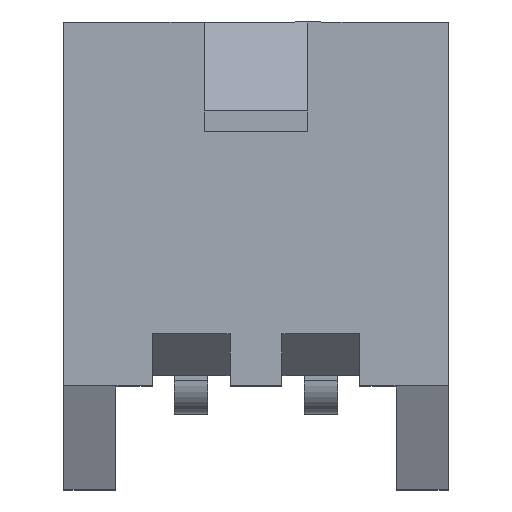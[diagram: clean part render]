
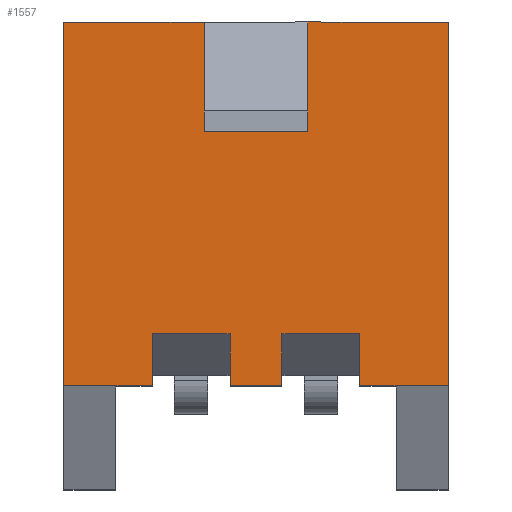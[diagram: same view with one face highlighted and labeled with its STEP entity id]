
A CAD part, top view. The second image highlights one B-rep face of the part: STEP entity #1557.
In plain terms, the highlighted planar face has unit normal (0, 0, 1).
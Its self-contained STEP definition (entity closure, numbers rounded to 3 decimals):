
#16 = EDGE_CURVE ( 'NONE', #2503, #2819, #996, .T. ) ;
#38 = CARTESIAN_POINT ( 'NONE',  ( -7.45, 0., 2.9 ) ) ;
#67 = EDGE_CURVE ( 'NONE', #1739, #1560, #2491, .T. ) ;
#84 = CARTESIAN_POINT ( 'NONE',  ( -1.75, 1., 2.9 ) ) ;
#143 = EDGE_CURVE ( 'NONE', #543, #2789, #1040, .T. ) ;
#147 = VERTEX_POINT ( 'NONE', #2271 ) ;
#257 = VERTEX_POINT ( 'NONE', #2648 ) ;
#259 = VECTOR ( 'NONE', #571, 1000. ) ;
#301 = VECTOR ( 'NONE', #1689, 1000. ) ;
#309 = CARTESIAN_POINT ( 'NONE',  ( -7.45, 7., 2.9 ) ) ;
#319 = EDGE_CURVE ( 'NONE', #2819, #1163, #1706, .T. ) ;
#325 = LINE ( 'NONE', #358, #2419 ) ;
#358 = CARTESIAN_POINT ( 'NONE',  ( -5.75, 0., 2.9 ) ) ;
#421 = DIRECTION ( 'NONE',  ( 0., 1., 0. ) ) ;
#426 = VECTOR ( 'NONE', #2926, 1000. ) ;
#456 = VECTOR ( 'NONE', #1969, 1000. ) ;
#471 = LINE ( 'NONE', #3068, #2952 ) ;
#515 = EDGE_LOOP ( 'NONE', ( #1758, #2775, #2827, #968, #1086, #2392, #2607, #866, #2387, #809, #540, #880, #2486, #659, #2785, #2696 ) ) ;
#540 = ORIENTED_EDGE ( 'NONE', *, *, #1245, .F. ) ;
#543 = VERTEX_POINT ( 'NONE', #84 ) ;
#544 = EDGE_CURVE ( 'NONE', #2503, #147, #2928, .T. ) ;
#553 = AXIS2_PLACEMENT_3D ( 'NONE', #2528, #574, #770 ) ;
#571 = DIRECTION ( 'NONE',  ( 1., 0., 0. ) ) ;
#574 = DIRECTION ( 'NONE',  ( 0., 0., 1. ) ) ;
#595 = CARTESIAN_POINT ( 'NONE',  ( -1.75, 0., 2.9 ) ) ;
#641 = CARTESIAN_POINT ( 'NONE',  ( -7.45, 1., 2.9 ) ) ;
#643 = VECTOR ( 'NONE', #421, 1000. ) ;
#659 = ORIENTED_EDGE ( 'NONE', *, *, #2078, .T. ) ;
#706 = CARTESIAN_POINT ( 'NONE',  ( -3.25, 0., 2.9 ) ) ;
#741 = CARTESIAN_POINT ( 'NONE',  ( -0.05, 0., 2.9 ) ) ;
#750 = EDGE_CURVE ( 'NONE', #2081, #2436, #889, .T. ) ;
#770 = DIRECTION ( 'NONE',  ( 1., 0., 0. ) ) ;
#809 = ORIENTED_EDGE ( 'NONE', *, *, #750, .T. ) ;
#866 = ORIENTED_EDGE ( 'NONE', *, *, #1360, .T. ) ;
#880 = ORIENTED_EDGE ( 'NONE', *, *, #1713, .T. ) ;
#889 = LINE ( 'NONE', #1660, #2215 ) ;
#940 = CARTESIAN_POINT ( 'NONE',  ( -4.75, 7., 2.9 ) ) ;
#968 = ORIENTED_EDGE ( 'NONE', *, *, #2302, .F. ) ;
#980 = CARTESIAN_POINT ( 'NONE',  ( -3.25, 1., 2.9 ) ) ;
#983 = CARTESIAN_POINT ( 'NONE',  ( -0.05, 0., 2.9 ) ) ;
#996 = LINE ( 'NONE', #2015, #426 ) ;
#1040 = LINE ( 'NONE', #595, #2182 ) ;
#1086 = ORIENTED_EDGE ( 'NONE', *, *, #67, .F. ) ;
#1087 = DIRECTION ( 'NONE',  ( 0., -1., 0. ) ) ;
#1161 = CARTESIAN_POINT ( 'NONE',  ( -7.45, 0., 2.9 ) ) ;
#1163 = VERTEX_POINT ( 'NONE', #2466 ) ;
#1168 = VECTOR ( 'NONE', #1902, 1000. ) ;
#1179 = LINE ( 'NONE', #1192, #456 ) ;
#1192 = CARTESIAN_POINT ( 'NONE',  ( -7.45, 1., 2.9 ) ) ;
#1193 = VECTOR ( 'NONE', #1198, 1000. ) ;
#1198 = DIRECTION ( 'NONE',  ( 0., -1., 0. ) ) ;
#1211 = FACE_OUTER_BOUND ( 'NONE', #515, .T. ) ;
#1216 = LINE ( 'NONE', #741, #1193 ) ;
#1219 = VECTOR ( 'NONE', #1742, 1000. ) ;
#1245 = EDGE_CURVE ( 'NONE', #2831, #2436, #1367, .T. ) ;
#1256 = EDGE_CURVE ( 'NONE', #1163, #2428, #2594, .T. ) ;
#1269 = DIRECTION ( 'NONE',  ( 0., -1., 0. ) ) ;
#1336 = CARTESIAN_POINT ( 'NONE',  ( -3.25, 0., 2.9 ) ) ;
#1360 = EDGE_CURVE ( 'NONE', #257, #1789, #1179, .T. ) ;
#1367 = LINE ( 'NONE', #1336, #2703 ) ;
#1390 = DIRECTION ( 'NONE',  ( 1., 0., 0. ) ) ;
#1425 = CARTESIAN_POINT ( 'NONE',  ( -2.75, 5., 2.9 ) ) ;
#1466 = VERTEX_POINT ( 'NONE', #983 ) ;
#1557 = ADVANCED_FACE ( 'NONE', ( #1211 ), #2179, .T. ) ;
#1560 = VERTEX_POINT ( 'NONE', #309 ) ;
#1570 = EDGE_CURVE ( 'NONE', #257, #2476, #325, .T. ) ;
#1635 = DIRECTION ( 'NONE',  ( 1., 0., 0. ) ) ;
#1660 = CARTESIAN_POINT ( 'NONE',  ( 0., 0., 2.9 ) ) ;
#1689 = DIRECTION ( 'NONE',  ( 1., 0., 0. ) ) ;
#1706 = LINE ( 'NONE', #2668, #1168 ) ;
#1711 = DIRECTION ( 'NONE',  ( 1., 0., 0. ) ) ;
#1713 = EDGE_CURVE ( 'NONE', #2831, #543, #2558, .T. ) ;
#1738 = LINE ( 'NONE', #2948, #301 ) ;
#1739 = VERTEX_POINT ( 'NONE', #1161 ) ;
#1742 = DIRECTION ( 'NONE',  ( 0., 1., 0. ) ) ;
#1758 = ORIENTED_EDGE ( 'NONE', *, *, #16, .T. ) ;
#1766 = CARTESIAN_POINT ( 'NONE',  ( 0., 7., 2.9 ) ) ;
#1789 = VERTEX_POINT ( 'NONE', #2389 ) ;
#1843 = DIRECTION ( 'NONE',  ( 0., -1., 0. ) ) ;
#1902 = DIRECTION ( 'NONE',  ( -1., 0., 0. ) ) ;
#1922 = VECTOR ( 'NONE', #1711, 1000. ) ;
#1969 = DIRECTION ( 'NONE',  ( 1., 0., 0. ) ) ;
#2015 = CARTESIAN_POINT ( 'NONE',  ( -2.75, 0., 2.9 ) ) ;
#2078 = EDGE_CURVE ( 'NONE', #2789, #1466, #1738, .T. ) ;
#2081 = VERTEX_POINT ( 'NONE', #2219 ) ;
#2112 = EDGE_CURVE ( 'NONE', #147, #1466, #1216, .T. ) ;
#2179 = PLANE ( 'NONE',  #553 ) ;
#2182 = VECTOR ( 'NONE', #1087, 1000. ) ;
#2201 = LINE ( 'NONE', #2937, #1922 ) ;
#2203 = VECTOR ( 'NONE', #2581, 1000. ) ;
#2215 = VECTOR ( 'NONE', #2626, 1000. ) ;
#2219 = CARTESIAN_POINT ( 'NONE',  ( -4.25, 0., 2.9 ) ) ;
#2271 = CARTESIAN_POINT ( 'NONE',  ( -0.05, 7., 2.9 ) ) ;
#2302 = EDGE_CURVE ( 'NONE', #1560, #2428, #471, .T. ) ;
#2318 = VECTOR ( 'NONE', #1390, 1000. ) ;
#2335 = EDGE_CURVE ( 'NONE', #1789, #2081, #2595, .T. ) ;
#2387 = ORIENTED_EDGE ( 'NONE', *, *, #2335, .T. ) ;
#2389 = CARTESIAN_POINT ( 'NONE',  ( -4.25, 1., 2.9 ) ) ;
#2392 = ORIENTED_EDGE ( 'NONE', *, *, #2993, .T. ) ;
#2395 = CARTESIAN_POINT ( 'NONE',  ( -4.25, 0., 2.9 ) ) ;
#2419 = VECTOR ( 'NONE', #1269, 1000. ) ;
#2428 = VERTEX_POINT ( 'NONE', #940 ) ;
#2436 = VERTEX_POINT ( 'NONE', #706 ) ;
#2466 = CARTESIAN_POINT ( 'NONE',  ( -4.75, 5., 2.9 ) ) ;
#2476 = VERTEX_POINT ( 'NONE', #2724 ) ;
#2486 = ORIENTED_EDGE ( 'NONE', *, *, #143, .T. ) ;
#2491 = LINE ( 'NONE', #38, #1219 ) ;
#2503 = VERTEX_POINT ( 'NONE', #2771 ) ;
#2528 = CARTESIAN_POINT ( 'NONE',  ( -7.45, 0., 2.9 ) ) ;
#2558 = LINE ( 'NONE', #641, #2318 ) ;
#2581 = DIRECTION ( 'NONE',  ( 0., -1., 0. ) ) ;
#2594 = LINE ( 'NONE', #2800, #643 ) ;
#2595 = LINE ( 'NONE', #2395, #2203 ) ;
#2607 = ORIENTED_EDGE ( 'NONE', *, *, #1570, .F. ) ;
#2626 = DIRECTION ( 'NONE',  ( 1., 0., 0. ) ) ;
#2648 = CARTESIAN_POINT ( 'NONE',  ( -5.75, 1., 2.9 ) ) ;
#2668 = CARTESIAN_POINT ( 'NONE',  ( -7.45, 5., 2.9 ) ) ;
#2696 = ORIENTED_EDGE ( 'NONE', *, *, #544, .F. ) ;
#2703 = VECTOR ( 'NONE', #1843, 1000. ) ;
#2724 = CARTESIAN_POINT ( 'NONE',  ( -5.75, 0., 2.9 ) ) ;
#2771 = CARTESIAN_POINT ( 'NONE',  ( -2.75, 7., 2.9 ) ) ;
#2775 = ORIENTED_EDGE ( 'NONE', *, *, #319, .T. ) ;
#2785 = ORIENTED_EDGE ( 'NONE', *, *, #2112, .F. ) ;
#2789 = VERTEX_POINT ( 'NONE', #2860 ) ;
#2800 = CARTESIAN_POINT ( 'NONE',  ( -4.75, 0., 2.9 ) ) ;
#2819 = VERTEX_POINT ( 'NONE', #1425 ) ;
#2827 = ORIENTED_EDGE ( 'NONE', *, *, #1256, .T. ) ;
#2831 = VERTEX_POINT ( 'NONE', #980 ) ;
#2860 = CARTESIAN_POINT ( 'NONE',  ( -1.75, 0., 2.9 ) ) ;
#2926 = DIRECTION ( 'NONE',  ( 0., -1., 0. ) ) ;
#2928 = LINE ( 'NONE', #1766, #259 ) ;
#2937 = CARTESIAN_POINT ( 'NONE',  ( -7.45, 0., 2.9 ) ) ;
#2948 = CARTESIAN_POINT ( 'NONE',  ( -7.45, 0., 2.9 ) ) ;
#2952 = VECTOR ( 'NONE', #1635, 1000. ) ;
#2993 = EDGE_CURVE ( 'NONE', #1739, #2476, #2201, .T. ) ;
#3068 = CARTESIAN_POINT ( 'NONE',  ( 0., 7., 2.9 ) ) ;
